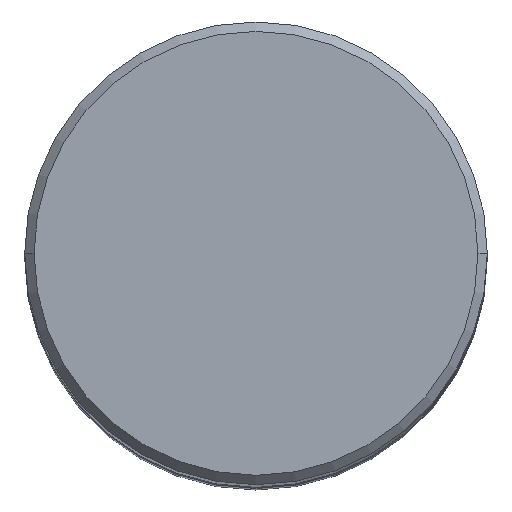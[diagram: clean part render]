
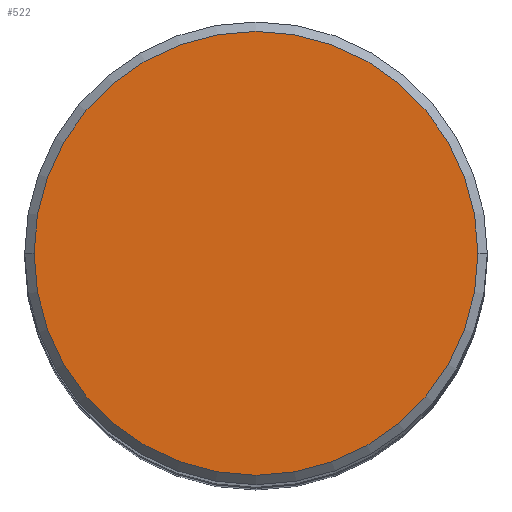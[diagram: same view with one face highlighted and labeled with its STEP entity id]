
A CAD part, top view. The second image highlights one B-rep face of the part: STEP entity #522.
In plain terms, the highlighted planar face has unit normal (0, 0, 1).
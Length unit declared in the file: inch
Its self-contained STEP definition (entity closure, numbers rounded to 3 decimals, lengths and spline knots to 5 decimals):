
#3 = CIRCLE ( 'NONE', #361, 0.47215 ) ;
#9 = DIRECTION ( 'NONE',  ( 1., 0., 0. ) ) ;
#79 = CIRCLE ( 'NONE', #487, 0.47215 ) ;
#103 = EDGE_CURVE ( 'NONE', #127, #541, #3, .T. ) ;
#117 = EDGE_CURVE ( 'NONE', #541, #127, #79, .T. ) ;
#127 = VERTEX_POINT ( 'NONE', #267 ) ;
#139 = ORIENTED_EDGE ( 'NONE', *, *, #117, .T. ) ;
#205 = DIRECTION ( 'NONE',  ( -1., 0., 0. ) ) ;
#225 = CARTESIAN_POINT ( 'NONE',  ( 0., 0., 0. ) ) ;
#247 = PLANE ( 'NONE',  #479 ) ;
#267 = CARTESIAN_POINT ( 'NONE',  ( -0.47215, 0., 0. ) ) ;
#315 = DIRECTION ( 'NONE',  ( 0., 0., 1. ) ) ;
#352 = CARTESIAN_POINT ( 'NONE',  ( 0.47215, 0., 0. ) ) ;
#359 = DIRECTION ( 'NONE',  ( 1., 0., 0. ) ) ;
#361 = AXIS2_PLACEMENT_3D ( 'NONE', #404, #315, #9 ) ;
#364 = DIRECTION ( 'NONE',  ( 0., 0., -1. ) ) ;
#394 = ORIENTED_EDGE ( 'NONE', *, *, #103, .T. ) ;
#404 = CARTESIAN_POINT ( 'NONE',  ( 0., 0., 0. ) ) ;
#417 = EDGE_LOOP ( 'NONE', ( #394, #139 ) ) ;
#430 = CARTESIAN_POINT ( 'NONE',  ( 0., 0.47215, 0. ) ) ;
#479 = AXIS2_PLACEMENT_3D ( 'NONE', #430, #364, #205 ) ;
#487 = AXIS2_PLACEMENT_3D ( 'NONE', #225, #533, #359 ) ;
#522 = ADVANCED_FACE ( 'NONE', ( #552 ), #247, .F. ) ;
#533 = DIRECTION ( 'NONE',  ( 0., 0., 1. ) ) ;
#541 = VERTEX_POINT ( 'NONE', #352 ) ;
#552 = FACE_OUTER_BOUND ( 'NONE', #417, .T. ) ;
